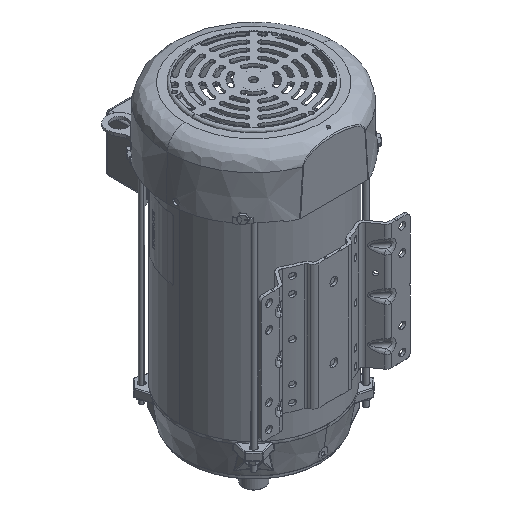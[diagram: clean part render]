
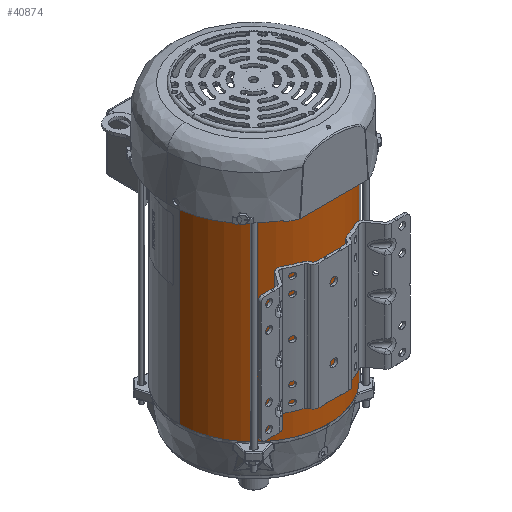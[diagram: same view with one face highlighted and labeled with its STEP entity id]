
A CAD part, isometric view. The second image highlights one B-rep face of the part: STEP entity #40874.
In plain terms, the highlighted cylindrical face has radius 120.51 mm (diameter 241.021 mm), a partial arc.
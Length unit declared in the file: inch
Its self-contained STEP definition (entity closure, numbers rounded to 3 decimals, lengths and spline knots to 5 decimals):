
#749 = VECTOR ( 'NONE', #13658, 39.37008 ) ;
#2852 = EDGE_CURVE ( 'NONE', #43719, #105516, #133184, .T. ) ;
#5096 = VECTOR ( 'NONE', #105894, 39.37008 ) ;
#5701 = DIRECTION ( 'NONE',  ( 0., 0., -1. ) ) ;
#7789 = CARTESIAN_POINT ( 'NONE',  ( 0., 0., -15.5843 ) ) ;
#7869 = VECTOR ( 'NONE', #48201, 39.37008 ) ;
#9196 = CYLINDRICAL_SURFACE ( 'NONE', #15268, 4.7445 ) ;
#10313 = VERTEX_POINT ( 'NONE', #36537 ) ;
#13658 = DIRECTION ( 'NONE',  ( 0., 0., -1. ) ) ;
#15268 = AXIS2_PLACEMENT_3D ( 'NONE', #38886, #54962, #125657 ) ;
#15896 = CARTESIAN_POINT ( 'NONE',  ( -4.74449, -0.01, -15.5843 ) ) ;
#18617 = CARTESIAN_POINT ( 'NONE',  ( -4.74449, -0.01, -3.5843 ) ) ;
#20827 = VERTEX_POINT ( 'NONE', #18617 ) ;
#21794 = ORIENTED_EDGE ( 'NONE', *, *, #74308, .F. ) ;
#27528 = EDGE_CURVE ( 'NONE', #78805, #43694, #94491, .T. ) ;
#27768 = CARTESIAN_POINT ( 'NONE',  ( 3.29063, -3.4179, -15.5843 ) ) ;
#29568 = FACE_OUTER_BOUND ( 'NONE', #113394, .T. ) ;
#31451 = AXIS2_PLACEMENT_3D ( 'NONE', #111907, #50261, #43395 ) ;
#32360 = DIRECTION ( 'NONE',  ( 0., 0., 1. ) ) ;
#32644 = ORIENTED_EDGE ( 'NONE', *, *, #120157, .T. ) ;
#36537 = CARTESIAN_POINT ( 'NONE',  ( 3.29063, -3.4179, -15.5843 ) ) ;
#38886 = CARTESIAN_POINT ( 'NONE',  ( 0., 0., -15.5843 ) ) ;
#40874 = ADVANCED_FACE ( 'NONE', ( #29568 ), #9196, .T. ) ;
#41389 = CARTESIAN_POINT ( 'NONE',  ( -4.7445, 0., -15.5843 ) ) ;
#42773 = ORIENTED_EDGE ( 'NONE', *, *, #110078, .T. ) ;
#42895 = CARTESIAN_POINT ( 'NONE',  ( 3.29063, -3.4179, -3.1843 ) ) ;
#43395 = DIRECTION ( 'NONE',  ( 1., 0., 0. ) ) ;
#43694 = VERTEX_POINT ( 'NONE', #114167 ) ;
#43719 = VERTEX_POINT ( 'NONE', #141567 ) ;
#44586 = ORIENTED_EDGE ( 'NONE', *, *, #63666, .T. ) ;
#48201 = DIRECTION ( 'NONE',  ( 0., 0., 1. ) ) ;
#50261 = DIRECTION ( 'NONE',  ( 0., 0., 1. ) ) ;
#52831 = ORIENTED_EDGE ( 'NONE', *, *, #132820, .T. ) ;
#54962 = DIRECTION ( 'NONE',  ( 0., 0., 1. ) ) ;
#55041 = VERTEX_POINT ( 'NONE', #109911 ) ;
#61642 = CIRCLE ( 'NONE', #128946, 4.7445 ) ;
#62865 = DIRECTION ( 'NONE',  ( 1., 0., 0. ) ) ;
#63666 = EDGE_CURVE ( 'NONE', #10313, #78805, #71216, .T. ) ;
#67400 = CARTESIAN_POINT ( 'NONE',  ( 0., 0., -3.5843 ) ) ;
#71216 = LINE ( 'NONE', #27768, #139696 ) ;
#73907 = CARTESIAN_POINT ( 'NONE',  ( -4.74449, -0.01, -15.5843 ) ) ;
#74308 = EDGE_CURVE ( 'NONE', #90642, #55041, #132597, .T. ) ;
#75805 = ORIENTED_EDGE ( 'NONE', *, *, #27528, .T. ) ;
#78805 = VERTEX_POINT ( 'NONE', #42895 ) ;
#78847 = DIRECTION ( 'NONE',  ( 1., 0., 0. ) ) ;
#85513 = DIRECTION ( 'NONE',  ( 0., 0., 1. ) ) ;
#89155 = CARTESIAN_POINT ( 'NONE',  ( -4.7445, 0., -15.1843 ) ) ;
#90642 = VERTEX_POINT ( 'NONE', #89155 ) ;
#91227 = ORIENTED_EDGE ( 'NONE', *, *, #2852, .T. ) ;
#94491 = CIRCLE ( 'NONE', #124218, 4.7445 ) ;
#94698 = CARTESIAN_POINT ( 'NONE',  ( 0., 0., -3.1843 ) ) ;
#99313 = DIRECTION ( 'NONE',  ( 0., 0., -1. ) ) ;
#105516 = VERTEX_POINT ( 'NONE', #134324 ) ;
#105894 = DIRECTION ( 'NONE',  ( 0., 0., -1. ) ) ;
#106082 = DIRECTION ( 'NONE',  ( 1., 0., 0. ) ) ;
#109911 = CARTESIAN_POINT ( 'NONE',  ( -4.7445, 0., -3.5843 ) ) ;
#110078 = EDGE_CURVE ( 'NONE', #90642, #43719, #125894, .T. ) ;
#110401 = CIRCLE ( 'NONE', #122675, 4.7445 ) ;
#111907 = CARTESIAN_POINT ( 'NONE',  ( 0., 0., -15.1843 ) ) ;
#113394 = EDGE_LOOP ( 'NONE', ( #21794, #42773, #91227, #32644, #44586, #75805, #52831, #124039 ) ) ;
#114167 = CARTESIAN_POINT ( 'NONE',  ( -4.74449, -0.01, -3.1843 ) ) ;
#114919 = EDGE_CURVE ( 'NONE', #20827, #55041, #110401, .T. ) ;
#120157 = EDGE_CURVE ( 'NONE', #105516, #10313, #61642, .T. ) ;
#122675 = AXIS2_PLACEMENT_3D ( 'NONE', #67400, #5701, #78847 ) ;
#124039 = ORIENTED_EDGE ( 'NONE', *, *, #114919, .T. ) ;
#124218 = AXIS2_PLACEMENT_3D ( 'NONE', #94698, #99313, #62865 ) ;
#125657 = DIRECTION ( 'NONE',  ( 1., 0., 0. ) ) ;
#125894 = CIRCLE ( 'NONE', #31451, 4.7445 ) ;
#128946 = AXIS2_PLACEMENT_3D ( 'NONE', #7789, #85513, #106082 ) ;
#132597 = LINE ( 'NONE', #41389, #7869 ) ;
#132820 = EDGE_CURVE ( 'NONE', #43694, #20827, #139241, .T. ) ;
#133184 = LINE ( 'NONE', #73907, #5096 ) ;
#134324 = CARTESIAN_POINT ( 'NONE',  ( -4.74449, -0.01, -15.5843 ) ) ;
#139241 = LINE ( 'NONE', #15896, #749 ) ;
#139696 = VECTOR ( 'NONE', #32360, 39.37008 ) ;
#141567 = CARTESIAN_POINT ( 'NONE',  ( -4.74449, -0.01, -15.1843 ) ) ;
